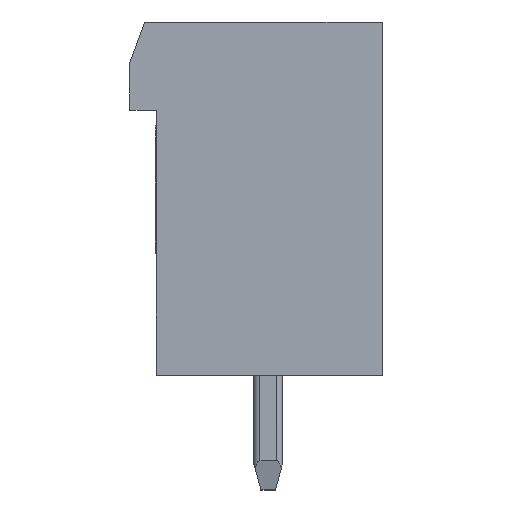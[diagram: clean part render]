
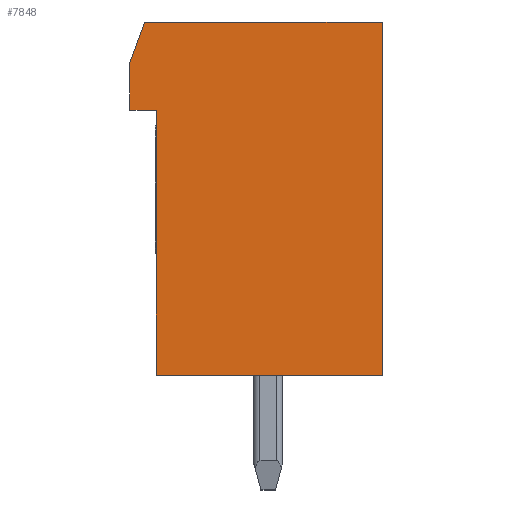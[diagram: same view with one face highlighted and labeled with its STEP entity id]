
A CAD part, left-side view. The second image highlights one B-rep face of the part: STEP entity #7848.
In plain terms, the highlighted planar face has unit normal (-1, 0, 0).
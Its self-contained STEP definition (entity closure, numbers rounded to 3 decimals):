
#7848=ADVANCED_FACE('',(#17886),#17887,.F.);
#11312=VERTEX_POINT('',#21858);
#11316=VERTEX_POINT('',#21862);
#11318=EDGE_CURVE('',#11312,#11316,#21864,.T.);
#11408=VERTEX_POINT('',#21954);
#11412=EDGE_CURVE('',#11312,#11408,#21958,.T.);
#11414=VERTEX_POINT('',#21960);
#11418=VERTEX_POINT('',#21964);
#11422=EDGE_CURVE('',#11414,#11418,#21968,.T.);
#11424=VERTEX_POINT('',#21970);
#11430=EDGE_CURVE('',#11316,#11424,#21976,.T.);
#11466=VERTEX_POINT('',#22013);
#11470=EDGE_CURVE('',#11466,#11414,#22017,.T.);
#11474=EDGE_CURVE('',#11408,#11466,#22021,.T.);
#11486=EDGE_CURVE('',#11424,#11418,#22033,.T.);
#17886=FACE_OUTER_BOUND('',#34636,.T.);
#17887=PLANE('',#34637);
#21858=CARTESIAN_POINT('',(0.0,0.0,12.0));
#21862=CARTESIAN_POINT('',(0.0,0.0,0.0));
#21864=LINE('',#40378,#40379);
#21954=CARTESIAN_POINT('',(0.0,8.07,12.0));
#21958=LINE('',#40536,#40537);
#21960=CARTESIAN_POINT('',(0.0,8.57,9.));
#21964=CARTESIAN_POINT('',(0.0,7.67,9.));
#21968=LINE('',#40552,#40553);
#21970=CARTESIAN_POINT('',(0.0,7.67,0.0));
#21976=LINE('',#40566,#40567);
#22013=CARTESIAN_POINT('',(0.0,8.57,10.626));
#22017=LINE('',#40634,#40635);
#22021=LINE('',#40642,#40643);
#22033=LINE('',#40665,#40666);
#34636=EDGE_LOOP('',(#50860,#50861,#50862,#50863,#50864,#50865,#50866));
#34637=AXIS2_PLACEMENT_3D('',#50867,#50868,#50869);
#40378=CARTESIAN_POINT('',(0.0,0.0,12.0));
#40379=VECTOR('',#55335,1.0);
#40536=CARTESIAN_POINT('',(0.0,0.0,12.0));
#40537=VECTOR('',#55373,1.0);
#40552=CARTESIAN_POINT('',(0.0,8.57,9.));
#40553=VECTOR('',#55376,1.0);
#40566=CARTESIAN_POINT('',(0.0,0.0,0.0));
#40567=VECTOR('',#55379,1.0);
#40634=CARTESIAN_POINT('',(0.0,8.57,10.626));
#40635=VECTOR('',#55405,1.0);
#40642=CARTESIAN_POINT('',(0.0,8.07,12.0));
#40643=VECTOR('',#55407,1.0);
#40665=CARTESIAN_POINT('',(0.0,7.67,0.0));
#40666=VECTOR('',#55415,1.0);
#50860=ORIENTED_EDGE('',*,*,#11412,.T.);
#50861=ORIENTED_EDGE('',*,*,#11474,.T.);
#50862=ORIENTED_EDGE('',*,*,#11470,.T.);
#50863=ORIENTED_EDGE('',*,*,#11422,.T.);
#50864=ORIENTED_EDGE('',*,*,#11486,.F.);
#50865=ORIENTED_EDGE('',*,*,#11430,.F.);
#50866=ORIENTED_EDGE('',*,*,#11318,.F.);
#50867=CARTESIAN_POINT('',(0.0,-0.221,12.306));
#50868=DIRECTION('',(1.0,-0.0,0.0));
#50869=DIRECTION('',(0.0,0.0,-1.0));
#55335=DIRECTION('',(0.0,0.0,-1.0));
#55373=DIRECTION('',(0.0,1.0,0.0));
#55376=DIRECTION('',(0.0,-1.0,0.0));
#55379=DIRECTION('',(0.0,1.0,0.0));
#55405=DIRECTION('',(0.0,0.0,-1.0));
#55407=DIRECTION('',(0.0,0.342,-0.94));
#55415=DIRECTION('',(0.0,0.0,1.0));
